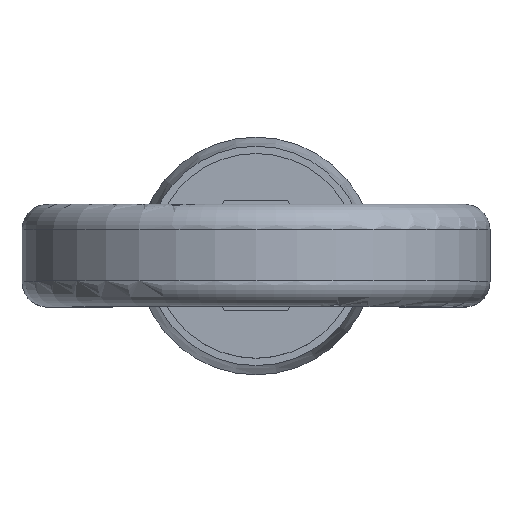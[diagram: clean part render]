
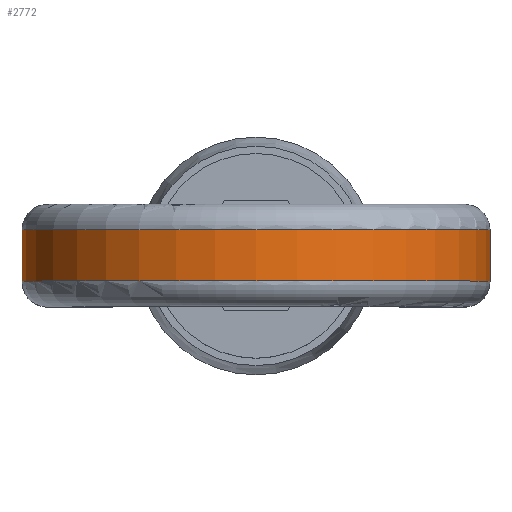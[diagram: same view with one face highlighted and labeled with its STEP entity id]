
A CAD part, top view. The second image highlights one B-rep face of the part: STEP entity #2772.
In plain terms, the highlighted cylindrical face has radius 32 mm (diameter 64 mm), a partial arc.
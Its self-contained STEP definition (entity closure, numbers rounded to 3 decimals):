
#1833=LINE('',#7069,#2115);
#1843=LINE('',#7104,#2125);
#2115=VECTOR('',#5990,1.);
#2125=VECTOR('',#6020,1.);
#2434=FACE_OUTER_BOUND('',#3108,.T.);
#2772=ADVANCED_FACE('',(#2434),#2987,.T.);
#2987=CYLINDRICAL_SURFACE('',#5673,32.);
#3108=EDGE_LOOP('',(#3535,#3536,#3537,#3538));
#3535=ORIENTED_EDGE('',*,*,#5099,.T.);
#3536=ORIENTED_EDGE('',*,*,#5101,.T.);
#3537=ORIENTED_EDGE('',*,*,#5083,.F.);
#3538=ORIENTED_EDGE('',*,*,#5102,.T.);
#4667=VERTEX_POINT('',#7070);
#4668=VERTEX_POINT('',#7071);
#4681=VERTEX_POINT('',#7103);
#4682=VERTEX_POINT('',#7105);
#5083=EDGE_CURVE('',#4667,#4668,#1833,.T.);
#5099=EDGE_CURVE('',#4682,#4681,#1843,.T.);
#5101=EDGE_CURVE('',#4681,#4668,#5579,.T.);
#5102=EDGE_CURVE('',#4667,#4682,#5580,.T.);
#5579=CIRCLE('',#5671,32.);
#5580=CIRCLE('',#5672,32.);
#5671=AXIS2_PLACEMENT_3D('',#7108,#6024,#6025);
#5672=AXIS2_PLACEMENT_3D('',#7109,#6026,#6027);
#5673=AXIS2_PLACEMENT_3D('',#7110,#6028,#6029);
#5990=DIRECTION('',(0.,1.,0.));
#6020=DIRECTION('',(0.,1.,0.));
#6024=DIRECTION('',(0.,-1.,0.));
#6025=DIRECTION('',(1.,0.,0.));
#6026=DIRECTION('',(0.,1.,0.));
#6027=DIRECTION('',(0.,0.,1.));
#6028=DIRECTION('',(0.,1.,0.));
#6029=DIRECTION('',(0.,0.,1.));
#7069=CARTESIAN_POINT('',(-32.,-7.,45.));
#7070=CARTESIAN_POINT('',(-32.,-3.5,45.));
#7071=CARTESIAN_POINT('',(-32.,3.5,45.));
#7103=CARTESIAN_POINT('',(32.,3.5,45.));
#7104=CARTESIAN_POINT('',(32.,-7.,45.));
#7105=CARTESIAN_POINT('',(32.,-3.5,45.));
#7108=CARTESIAN_POINT('',(0.,3.5,45.));
#7109=CARTESIAN_POINT('',(0.,-3.5,45.));
#7110=CARTESIAN_POINT('',(0.,-7.,45.));
